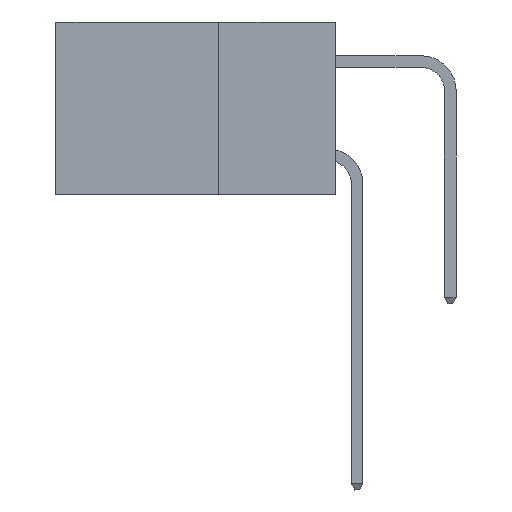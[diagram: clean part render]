
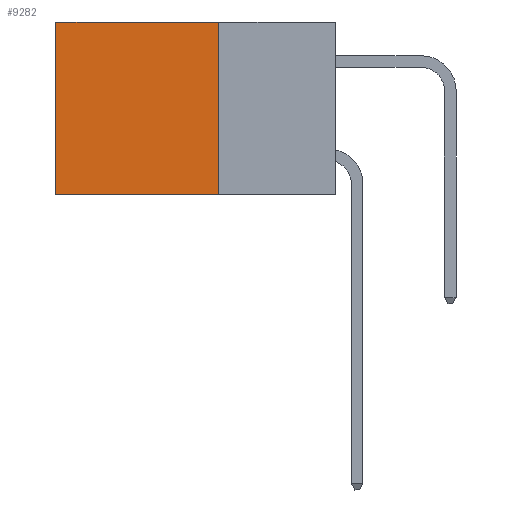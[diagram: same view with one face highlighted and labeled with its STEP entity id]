
A CAD part, left-side view. The second image highlights one B-rep face of the part: STEP entity #9282.
In plain terms, the highlighted planar face has unit normal (-1, 0, 0).
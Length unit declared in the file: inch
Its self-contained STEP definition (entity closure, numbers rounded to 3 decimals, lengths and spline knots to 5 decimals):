
#2442 = AXIS2_PLACEMENT_3D ( 'NONE', #21919, #10839, #23759 ) ;
#3237 = DIRECTION ( 'NONE',  ( 0., 1., 0. ) ) ;
#3545 = VERTEX_POINT ( 'NONE', #7672 ) ;
#3628 = LINE ( 'NONE', #20326, #4248 ) ;
#4248 = VECTOR ( 'NONE', #14779, 39.37008 ) ;
#4370 = VERTEX_POINT ( 'NONE', #19350 ) ;
#4736 = ORIENTED_EDGE ( 'NONE', *, *, #18856, .F. ) ;
#5585 = CARTESIAN_POINT ( 'NONE',  ( 0.2875, 0.25, 0. ) ) ;
#5962 = EDGE_CURVE ( 'NONE', #3545, #13730, #9220, .T. ) ;
#7672 = CARTESIAN_POINT ( 'NONE',  ( 0.2875, 0.25, 0. ) ) ;
#9030 = PLANE ( 'NONE',  #2442 ) ;
#9220 = LINE ( 'NONE', #5585, #12922 ) ;
#9282 = ADVANCED_FACE ( 'NONE', ( #11310 ), #9030, .F. ) ;
#9625 = CARTESIAN_POINT ( 'NONE',  ( 0.2875, 0.6, 0. ) ) ;
#10305 = VECTOR ( 'NONE', #3237, 39.37008 ) ;
#10839 = DIRECTION ( 'NONE',  ( 1., 0., 0. ) ) ;
#10877 = LINE ( 'NONE', #19970, #10305 ) ;
#11310 = FACE_OUTER_BOUND ( 'NONE', #19069, .T. ) ;
#12047 = VECTOR ( 'NONE', #18923, 39.37008 ) ;
#12922 = VECTOR ( 'NONE', #16746, 39.37008 ) ;
#13557 = ORIENTED_EDGE ( 'NONE', *, *, #5962, .T. ) ;
#13730 = VERTEX_POINT ( 'NONE', #20794 ) ;
#14779 = DIRECTION ( 'NONE',  ( 0., 0., -1. ) ) ;
#14832 = CARTESIAN_POINT ( 'NONE',  ( 0.2875, 0.25, -0.37 ) ) ;
#15325 = EDGE_CURVE ( 'NONE', #19558, #4370, #10877, .T. ) ;
#15602 = ORIENTED_EDGE ( 'NONE', *, *, #15325, .F. ) ;
#16342 = ORIENTED_EDGE ( 'NONE', *, *, #22922, .T. ) ;
#16746 = DIRECTION ( 'NONE',  ( 0., 1., 0. ) ) ;
#18856 = EDGE_CURVE ( 'NONE', #3545, #19558, #3628, .T. ) ;
#18923 = DIRECTION ( 'NONE',  ( 0., 0., -1. ) ) ;
#19069 = EDGE_LOOP ( 'NONE', ( #16342, #15602, #4736, #13557 ) ) ;
#19350 = CARTESIAN_POINT ( 'NONE',  ( 0.2875, 0.6, -0.37 ) ) ;
#19558 = VERTEX_POINT ( 'NONE', #14832 ) ;
#19970 = CARTESIAN_POINT ( 'NONE',  ( 0.2875, 0.25, -0.37 ) ) ;
#20326 = CARTESIAN_POINT ( 'NONE',  ( 0.2875, 0.25, 0. ) ) ;
#20794 = CARTESIAN_POINT ( 'NONE',  ( 0.2875, 0.6, 0. ) ) ;
#21919 = CARTESIAN_POINT ( 'NONE',  ( 0.2875, 0.25, 0. ) ) ;
#22922 = EDGE_CURVE ( 'NONE', #13730, #4370, #23622, .T. ) ;
#23622 = LINE ( 'NONE', #9625, #12047 ) ;
#23759 = DIRECTION ( 'NONE',  ( 0., 0., -1. ) ) ;
